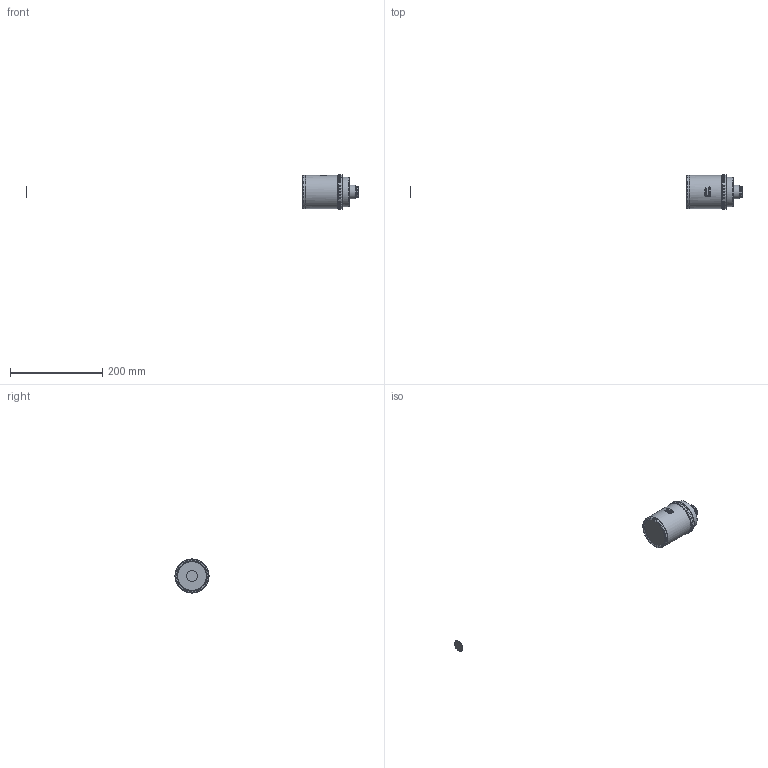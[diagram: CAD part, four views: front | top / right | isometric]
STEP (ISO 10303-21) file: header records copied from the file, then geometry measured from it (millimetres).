
FILE_DESCRIPTION (( 'STEP AP203' ), '1' );
FILE_NAME ('690103.STEP', '2025-11-19T05:33:26', ( 'Windows User' ), ( 'P R C' ), 'SwSTEP 2.0', 'SolidWorks 2020', '' );
FILE_SCHEMA (( 'CONFIG_CONTROL_DESIGN' ));
Length unit declared in the file: millimetre
Products named in the file (1): 690103
Bounding box: 721.15 x 73.93 x 73.93 mm (x, y, z)
Surface area: 37023.7 mm2 (no closed solid volume)
Topology: 0 solids, 27 shells, 134 faces, 581 edges, 482 vertices
Faces by surface type: cylinder 105, plane 15, cone 11, bspline 3
Full cylindrical faces by diameter (mm): 10 x1, 21.5 x1, 25 x2, 26 x1, 30 x1, 62 x1, 64 x1, 66.5 x1, 72 x2
Entity records: 13511 total; most frequent: CARTESIAN_POINT 9364, ORIENTED_EDGE 842, DIRECTION 620, EDGE_CURVE 553, VERTEX_POINT 477, B_SPLINE_CURVE_WITH_KNOTS 325, AXIS2_PLACEMENT_3D 260, EDGE_LOOP 184
